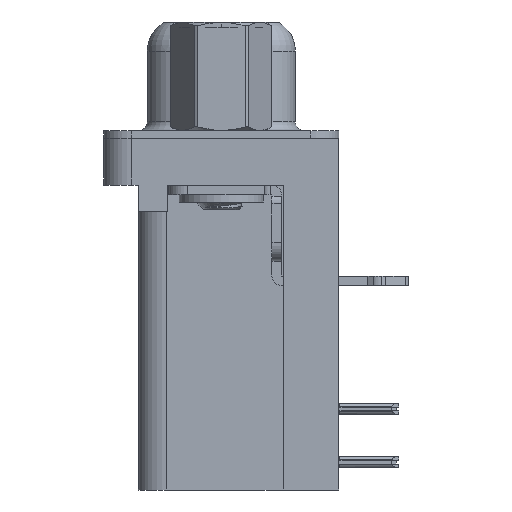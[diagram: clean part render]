
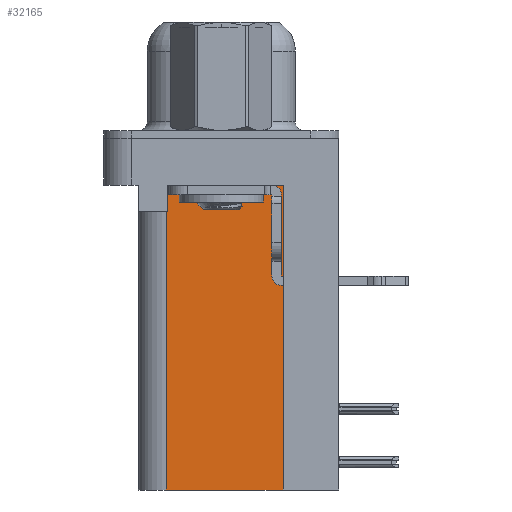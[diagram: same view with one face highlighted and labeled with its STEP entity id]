
A CAD part, left-side view. The second image highlights one B-rep face of the part: STEP entity #32165.
In plain terms, the highlighted planar face has unit normal (-1, 0, 0).
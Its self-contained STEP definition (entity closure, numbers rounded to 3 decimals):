
#103 = CARTESIAN_POINT ( 'NONE',  ( 3.7, 2.925, -3.9 ) ) ;
#679 = VECTOR ( 'NONE', #6953, 1000. ) ;
#684 = LINE ( 'NONE', #9508, #679 ) ;
#917 = EDGE_CURVE ( 'NONE', #35841, #3389, #34940, .T. ) ;
#1065 = DIRECTION ( 'NONE',  ( 0., 1., 0. ) ) ;
#1219 = LINE ( 'NONE', #20601, #1300 ) ;
#1300 = VECTOR ( 'NONE', #1065, 1000. ) ;
#2092 = EDGE_LOOP ( 'NONE', ( #27093, #26225, #31260, #5921, #12742, #2868 ) ) ;
#2868 = ORIENTED_EDGE ( 'NONE', *, *, #8041, .T. ) ;
#3307 = DIRECTION ( 'NONE',  ( 0., 0., -1. ) ) ;
#3389 = VERTEX_POINT ( 'NONE', #13212 ) ;
#5245 = EDGE_CURVE ( 'NONE', #11508, #34239, #12444, .T. ) ;
#5921 = ORIENTED_EDGE ( 'NONE', *, *, #5245, .F. ) ;
#6953 = DIRECTION ( 'NONE',  ( 0., 1., 0. ) ) ;
#7553 = EDGE_CURVE ( 'NONE', #11927, #11508, #1219, .T. ) ;
#7629 = EDGE_CURVE ( 'NONE', #3389, #34239, #684, .T. ) ;
#8041 = EDGE_CURVE ( 'NONE', #11927, #23970, #34664, .T. ) ;
#8147 = DIRECTION ( 'NONE',  ( 1., 0., 0. ) ) ;
#9508 = CARTESIAN_POINT ( 'NONE',  ( 3.7, 0., -3.9 ) ) ;
#11508 = VERTEX_POINT ( 'NONE', #13296 ) ;
#11927 = VERTEX_POINT ( 'NONE', #29990 ) ;
#12197 = VECTOR ( 'NONE', #36146, 1000. ) ;
#12444 = LINE ( 'NONE', #36515, #12197 ) ;
#12742 = ORIENTED_EDGE ( 'NONE', *, *, #7553, .F. ) ;
#13212 = CARTESIAN_POINT ( 'NONE',  ( 3.7, 2.895, -3.9 ) ) ;
#13296 = CARTESIAN_POINT ( 'NONE',  ( 3.7, 2.925, -18.76 ) ) ;
#14262 = DIRECTION ( 'NONE',  ( 0., 0., 1. ) ) ;
#16566 = PLANE ( 'NONE',  #19969 ) ;
#16608 = CARTESIAN_POINT ( 'NONE',  ( 3.7, -3.295, -2.5 ) ) ;
#19387 = DIRECTION ( 'NONE',  ( 0., 1., 0. ) ) ;
#19763 = CARTESIAN_POINT ( 'NONE',  ( 3.7, 2.895, -2.5 ) ) ;
#19969 = AXIS2_PLACEMENT_3D ( 'NONE', #22182, #8147, #27981 ) ;
#20501 = CARTESIAN_POINT ( 'NONE',  ( 3.7, 2.895, -3.9 ) ) ;
#20601 = CARTESIAN_POINT ( 'NONE',  ( 3.7, -3.295, -18.76 ) ) ;
#22182 = CARTESIAN_POINT ( 'NONE',  ( 3.7, -3.295, -18.76 ) ) ;
#23970 = VERTEX_POINT ( 'NONE', #26233 ) ;
#24580 = FACE_OUTER_BOUND ( 'NONE', #2092, .T. ) ;
#26225 = ORIENTED_EDGE ( 'NONE', *, *, #917, .T. ) ;
#26233 = CARTESIAN_POINT ( 'NONE',  ( 3.7, -3.295, -2.5 ) ) ;
#27093 = ORIENTED_EDGE ( 'NONE', *, *, #30454, .T. ) ;
#27981 = DIRECTION ( 'NONE',  ( 0., 1., 0. ) ) ;
#29990 = CARTESIAN_POINT ( 'NONE',  ( 3.7, -3.295, -18.76 ) ) ;
#30454 = EDGE_CURVE ( 'NONE', #23970, #35841, #31739, .T. ) ;
#31184 = CARTESIAN_POINT ( 'NONE',  ( 3.7, -3.295, -18.76 ) ) ;
#31260 = ORIENTED_EDGE ( 'NONE', *, *, #7629, .T. ) ;
#31739 = LINE ( 'NONE', #16608, #32152 ) ;
#32152 = VECTOR ( 'NONE', #19387, 1000. ) ;
#32165 = ADVANCED_FACE ( 'NONE', ( #24580 ), #16566, .F. ) ;
#34239 = VERTEX_POINT ( 'NONE', #103 ) ;
#34664 = LINE ( 'NONE', #31184, #34870 ) ;
#34755 = VECTOR ( 'NONE', #3307, 1000. ) ;
#34870 = VECTOR ( 'NONE', #14262, 1000. ) ;
#34940 = LINE ( 'NONE', #20501, #34755 ) ;
#35841 = VERTEX_POINT ( 'NONE', #19763 ) ;
#36146 = DIRECTION ( 'NONE',  ( 0., 0., 1. ) ) ;
#36515 = CARTESIAN_POINT ( 'NONE',  ( 3.7, 2.925, -18.76 ) ) ;
